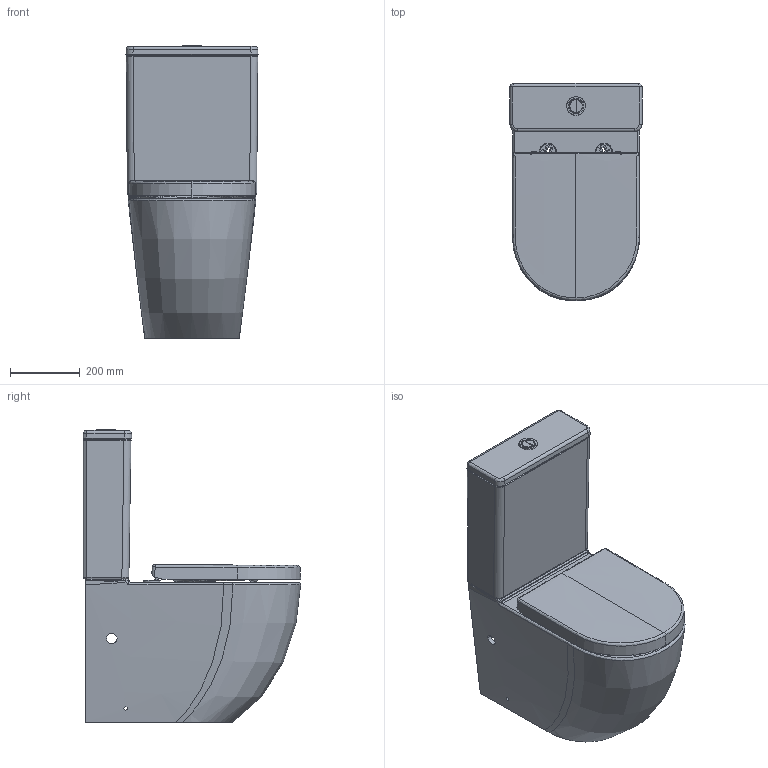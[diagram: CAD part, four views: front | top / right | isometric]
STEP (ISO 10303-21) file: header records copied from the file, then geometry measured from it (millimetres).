
FILE_DESCRIPTION(/* description */ (''),/* implementation_level */ '2;1');
FILE_NAME(/* name */ 'STEP - 26792, 26796',/* time_stamp */ '2025-04-28T13:29:25+10:00',/* author */ (''),/* organization */ (''),/* preprocessor_version */ 'ST-DEVELOPER v16.5',/* originating_system */ 'Rhino 7.37',/* authorisation */ '');
FILE_SCHEMA (('AUTOMOTIVE_DESIGN'));
Length unit declared in the file: millimetre
Products named in the file (17): Document; U2009_ASM_ASM; 1S0094-00G_ASM; 1S0094-00G; 21059-000; 1U1009_ASM_5_ASM; 1U1009-C0-00_1; 1U1009-D0-00_2; 1S0020-000_1; 1S0021-000_1; ZS004-00-000_ASM_1_ASM; 1S0041-00W_1; TANHUANG__AF0_1; 1S0034-000_1; 133_ASM3; T133B-GB2; T133J1
Assembly tree (21 placements, depth 5):
  Document
    U2009_ASM_ASM
      1S0094-00G_ASM  x2
        1S0094-00G
        21059-000
      1U1009_ASM_5_ASM
        1U1009-C0-00_1
        1U1009-D0-00_2
        1S0020-000_1  x2
        1S0021-000_1  x4
        ZS004-00-000_ASM_1_ASM
          1S0041-00W_1
          TANHUANG__AF0_1
          1S0034-000_1
    133_ASM3
      T133B-GB2
      T133J1
Bounding box: 377.78 x 621.41 x 837.45 mm (x, y, z)
Volume: 21227122.3 mm3; surface area: 3608944 mm2
Topology: 21 solids, 22 shells, 1741 faces, 4380 edges, 2697 vertices
Faces by surface type: bspline 822, cylinder 464, plane 455
Full cylindrical faces by diameter (mm): 37.5 x1, 40 x1
Entity records: 106930 total; most frequent: CARTESIAN_POINT 84766, ORIENTED_EDGE 6917, EDGE_CURVE 3460, B_SPLINE_CURVE_WITH_KNOTS 2632, VERTEX_POINT 2114, EDGE_LOOP 1474, ADVANCED_FACE 1397, FACE_OUTER_BOUND 1397
